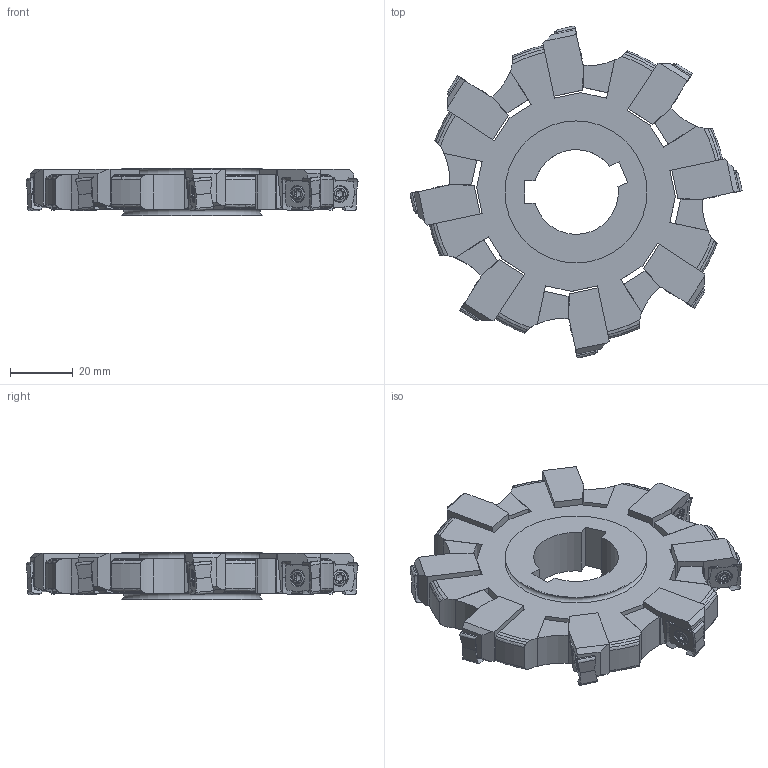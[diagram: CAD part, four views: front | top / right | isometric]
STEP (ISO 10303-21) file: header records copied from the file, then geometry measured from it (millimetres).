
FILE_DESCRIPTION(/* description */ (''),/* implementation_level */ '2;1');
FILE_NAME(/* name */ '335.18-100.1215.27-8R-XN05_Detailed.stp',/* time_stamp */ '2024-06-26T08:57:26+05:00',/* author */ (''),/* organization */ (''),/* preprocessor_version */ 'ST-DEVELOPER v18.102',/* originating_system */ 'SIEMENS PLM Software NX2206.8101',/* authorisation */ '');
FILE_SCHEMA (('AUTOMOTIVE_DESIGN { 1 0 10303 214 3 1 1 1 }'));
Products named in the file (4): CUT; NOCUT; ASSEMBLY_CONSTRUCTION; 10272475_objects
Assembly tree (10 placements, depth 2):
  10272475_objects
    ASSEMBLY_CONSTRUCTION
    NOCUT
    CUT  x8
Bounding box: 105.88 x 105.88 x 15 mm (x, y, z)
Volume: 70396.1 mm3; surface area: 30789.6 mm2
Topology: 17 solids, 17 shells, 782 faces, 2598 edges, 1896 vertices
Faces by surface type: plane 354, cylinder 146, bspline 120, torus 58, cone 56, extrusion 32, sphere 16
Full cylindrical faces by diameter (mm): 3.5 x8, 4 x8, 4.8 x8
Entity records: 41163 total; most frequent: CARTESIAN_POINT 27754, ORIENTED_EDGE 3012, DIRECTION 2262, EDGE_CURVE 1506, VERTEX_POINT 1063, AXIS2_PLACEMENT_3D 785, VECTOR 692, LINE 688
